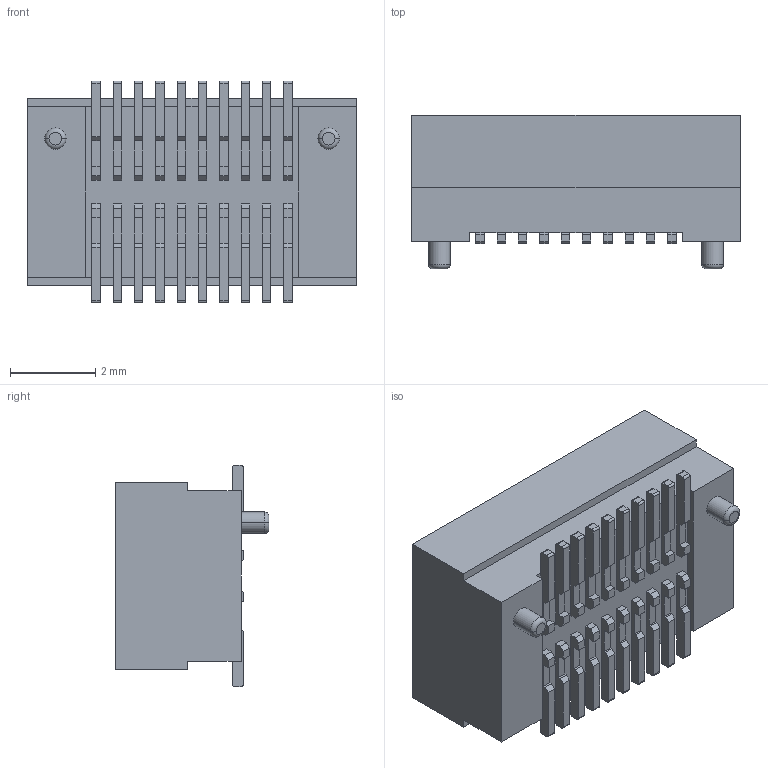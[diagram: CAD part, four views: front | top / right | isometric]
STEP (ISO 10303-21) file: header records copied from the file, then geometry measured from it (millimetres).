
FILE_DESCRIPTION((''),'2;1');
FILE_NAME('FBB05002-F20-H30','2019-10-29T',('gongcheng6'),(''),'PRO/ENGINEER BY PARAMETRIC TECHNOLOGY CORPORATION, 2010280','PRO/ENGINEER BY PARAMETRIC TECHNOLOGY CORPORATION, 2010280','');
FILE_SCHEMA(('CONFIG_CONTROL_DESIGN'));
Length unit declared in the file: millimetre
Products named in the file (1): FBB05002-F20-H30
Bounding box: 7.7 x 3.6 x 5.2 mm (x, y, z)
Volume: 76.3 mm3; surface area: 220.3 mm2
Topology: 1 solids, 1 shells, 314 faces, 880 edges, 572 vertices
Faces by surface type: plane 266, cylinder 44, torus 4
Entity records: 9966 total; most frequent: CARTESIAN_POINT 1766, ORIENTED_EDGE 1760, DIRECTION 1604, EDGE_CURVE 880, VECTOR 784, LINE 784, VERTEX_POINT 572, AXIS2_PLACEMENT_3D 410
